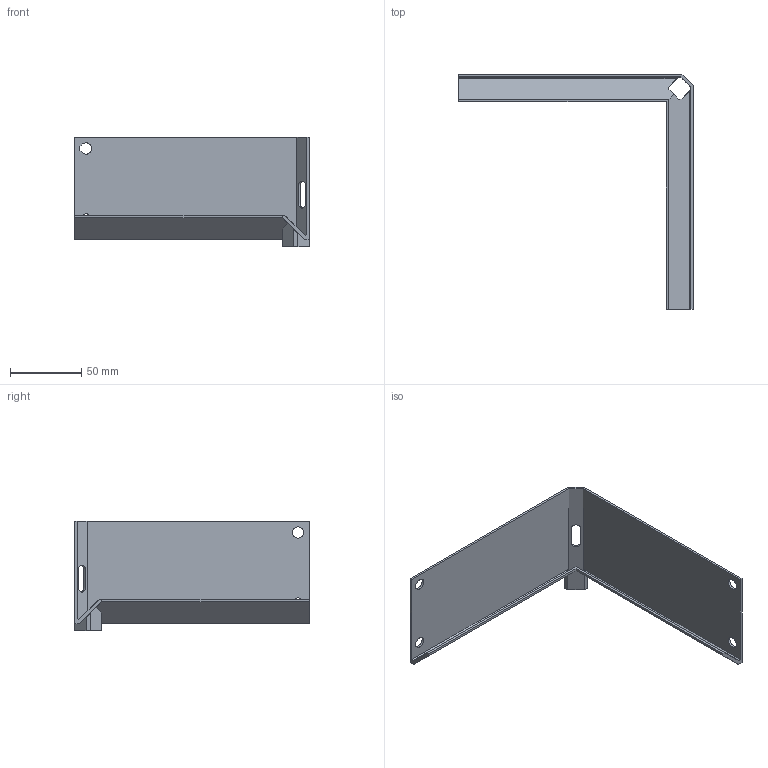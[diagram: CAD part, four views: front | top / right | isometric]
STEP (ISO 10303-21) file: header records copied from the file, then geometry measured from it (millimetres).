
FILE_DESCRIPTION(/* description */ (''),/* implementation_level */ '2;1');
FILE_NAME(/* name */ 'holder.step',/* time_stamp */ '2025-05-26T10:46:58+09:00',/* author */ (''),/* organization */ (''),/* preprocessor_version */ 'ST-DEVELOPER v20.1',/* originating_system */ 'Autodesk Translation Framework v14.10.0.0',/* authorisation */ '');
FILE_SCHEMA (('AUTOMOTIVE_DESIGN { 1 0 10303 214 3 1 1 }'));
Length unit declared in the file: millimetre
Products named in the file (2): Chladni Plate Holder; holder
Assembly tree (1 placements, depth 2):
  Chladni Plate Holder
    holder
Bounding box: 165 x 165 x 77.28 mm (x, y, z)
Volume: 57658.8 mm3; surface area: 62344.5 mm2
Topology: 1 solids, 1 shells, 45 faces, 131 edges, 87 vertices
Faces by surface type: plane 39, cylinder 6
Full cylindrical faces by diameter (mm): 8 x2
Entity records: 1535 total; most frequent: CARTESIAN_POINT 266, ORIENTED_EDGE 262, DIRECTION 239, EDGE_CURVE 131, LINE 119, VECTOR 119, VERTEX_POINT 87, AXIS2_PLACEMENT_3D 60
